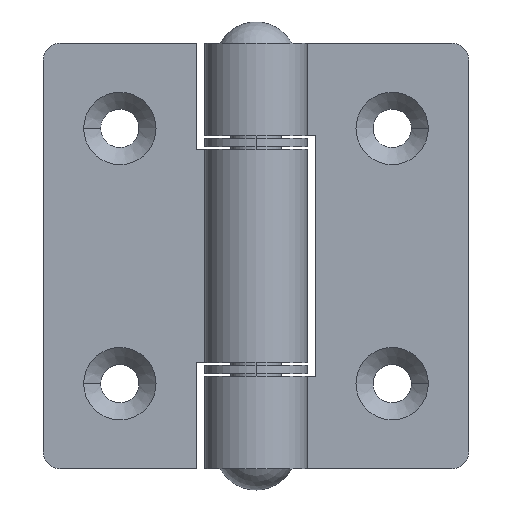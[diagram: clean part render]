
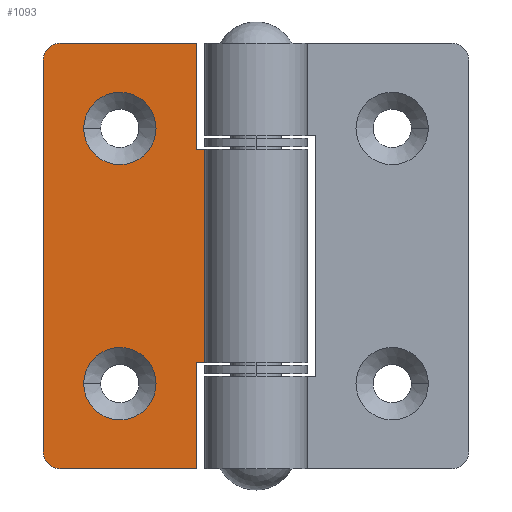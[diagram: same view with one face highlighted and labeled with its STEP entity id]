
A CAD part, top view. The second image highlights one B-rep face of the part: STEP entity #1093.
In plain terms, the highlighted planar face has unit normal (0, 0, 1).
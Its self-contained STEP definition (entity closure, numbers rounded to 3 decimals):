
#441 = VERTEX_POINT ( 'NONE', #1171 ) ;
#603 = VERTEX_POINT ( 'NONE', #1153 ) ;
#607 = EDGE_CURVE ( 'NONE', #603, #610, #1152, .T. ) ;
#610 = VERTEX_POINT ( 'NONE', #1147 ) ;
#622 = ORIENTED_EDGE ( 'NONE', *, *, #623, .F. ) ;
#623 = EDGE_CURVE ( 'NONE', #610, #603, #1136, .T. ) ;
#625 = ORIENTED_EDGE ( 'NONE', *, *, #607, .F. ) ;
#627 = EDGE_LOOP ( 'NONE', ( #628, #630, #631, #633, #634, #639, #938, #939, #1023, #1026 ) ) ;
#628 = ORIENTED_EDGE ( 'NONE', *, *, #629, .F. ) ;
#629 = EDGE_CURVE ( 'NONE', #1077, #669, #1131, .T. ) ;
#630 = ORIENTED_EDGE ( 'NONE', *, *, #1091, .T. ) ;
#631 = ORIENTED_EDGE ( 'NONE', *, *, #632, .F. ) ;
#632 = EDGE_CURVE ( 'NONE', #1022, #1087, #1125, .T. ) ;
#633 = ORIENTED_EDGE ( 'NONE', *, *, #1081, .T. ) ;
#634 = ORIENTED_EDGE ( 'NONE', *, *, #636, .F. ) ;
#636 = EDGE_CURVE ( 'NONE', #637, #441, #1587, .T. ) ;
#637 = VERTEX_POINT ( 'NONE', #1562 ) ;
#639 = ORIENTED_EDGE ( 'NONE', *, *, #937, .F. ) ;
#669 = VERTEX_POINT ( 'NONE', #1459 ) ;
#672 = EDGE_CURVE ( 'NONE', #669, #673, #1458, .T. ) ;
#673 = VERTEX_POINT ( 'NONE', #1454 ) ;
#809 = VERTEX_POINT ( 'NONE', #1487 ) ;
#811 = EDGE_CURVE ( 'NONE', #809, #812, #1486, .T. ) ;
#812 = VERTEX_POINT ( 'NONE', #1481 ) ;
#924 = EDGE_CURVE ( 'NONE', #1019, #925, #1637, .T. ) ;
#925 = VERTEX_POINT ( 'NONE', #1633 ) ;
#937 = EDGE_CURVE ( 'NONE', #925, #637, #1626, .T. ) ;
#938 = ORIENTED_EDGE ( 'NONE', *, *, #924, .F. ) ;
#939 = ORIENTED_EDGE ( 'NONE', *, *, #940, .F. ) ;
#940 = EDGE_CURVE ( 'NONE', #941, #1019, #1749, .T. ) ;
#941 = VERTEX_POINT ( 'NONE', #1745 ) ;
#958 = EDGE_CURVE ( 'NONE', #812, #809, #1724, .T. ) ;
#961 = ORIENTED_EDGE ( 'NONE', *, *, #811, .F. ) ;
#965 = EDGE_LOOP ( 'NONE', ( #622, #625 ) ) ;
#1019 = VERTEX_POINT ( 'NONE', #1703 ) ;
#1022 = VERTEX_POINT ( 'NONE', #1701 ) ;
#1023 = ORIENTED_EDGE ( 'NONE', *, *, #1024, .F. ) ;
#1024 = EDGE_CURVE ( 'NONE', #673, #941, #1700, .T. ) ;
#1026 = ORIENTED_EDGE ( 'NONE', *, *, #672, .F. ) ;
#1077 = VERTEX_POINT ( 'NONE', #1664 ) ;
#1081 = EDGE_CURVE ( 'NONE', #1022, #441, #1663, .T. ) ;
#1087 = VERTEX_POINT ( 'NONE', #1654 ) ;
#1091 = EDGE_CURVE ( 'NONE', #1077, #1087, #1655, .T. ) ;
#1093 = ADVANCED_FACE ( 'NONE', ( #1620, #1619, #1618 ), #1617, .F. ) ;
#1097 = EDGE_LOOP ( 'NONE', ( #1098, #961 ) ) ;
#1098 = ORIENTED_EDGE ( 'NONE', *, *, #958, .F. ) ;
#1121 = DIRECTION ( 'NONE',  ( -1., 0., 0. ) ) ;
#1122 = DIRECTION ( 'NONE',  ( 0., 0., -1. ) ) ;
#1123 = CARTESIAN_POINT ( 'NONE',  ( -23., -23., -3. ) ) ;
#1124 = AXIS2_PLACEMENT_3D ( 'NONE', #1123, #1122, #1121 ) ;
#1125 = CIRCLE ( 'NONE', #1124, 2. ) ;
#1127 = DIRECTION ( 'NONE',  ( -1., 0., 0. ) ) ;
#1128 = DIRECTION ( 'NONE',  ( 0., 0., -1. ) ) ;
#1129 = CARTESIAN_POINT ( 'NONE',  ( -23., 23., -3. ) ) ;
#1130 = AXIS2_PLACEMENT_3D ( 'NONE', #1129, #1128, #1127 ) ;
#1131 = CIRCLE ( 'NONE', #1130, 2. ) ;
#1132 = DIRECTION ( 'NONE',  ( 1., 0., 0. ) ) ;
#1133 = DIRECTION ( 'NONE',  ( 0., 0., 1. ) ) ;
#1134 = CARTESIAN_POINT ( 'NONE',  ( -16., -15., -3. ) ) ;
#1135 = AXIS2_PLACEMENT_3D ( 'NONE', #1134, #1133, #1132 ) ;
#1136 = CIRCLE ( 'NONE', #1135, 4.25 ) ;
#1147 = CARTESIAN_POINT ( 'NONE',  ( -11.75, -15., -3. ) ) ;
#1148 = DIRECTION ( 'NONE',  ( 1., 0., 0. ) ) ;
#1149 = DIRECTION ( 'NONE',  ( 0., 0., 1. ) ) ;
#1150 = CARTESIAN_POINT ( 'NONE',  ( -16., -15., -3. ) ) ;
#1151 = AXIS2_PLACEMENT_3D ( 'NONE', #1150, #1149, #1148 ) ;
#1152 = CIRCLE ( 'NONE', #1151, 4.25 ) ;
#1153 = CARTESIAN_POINT ( 'NONE',  ( -20.25, -15., -3. ) ) ;
#1171 = CARTESIAN_POINT ( 'NONE',  ( -7., -25., -3. ) ) ;
#1454 = CARTESIAN_POINT ( 'NONE',  ( -7., 25., -3. ) ) ;
#1455 = DIRECTION ( 'NONE',  ( 1., 0., 0. ) ) ;
#1456 = VECTOR ( 'NONE', #1455, 1000. ) ;
#1457 = CARTESIAN_POINT ( 'NONE',  ( -25., 25., -3. ) ) ;
#1458 = LINE ( 'NONE', #1457, #1456 ) ;
#1459 = CARTESIAN_POINT ( 'NONE',  ( -23., 25., -3. ) ) ;
#1481 = CARTESIAN_POINT ( 'NONE',  ( -11.75, 15., -3. ) ) ;
#1482 = DIRECTION ( 'NONE',  ( 1., 0., 0. ) ) ;
#1483 = DIRECTION ( 'NONE',  ( 0., 0., 1. ) ) ;
#1484 = CARTESIAN_POINT ( 'NONE',  ( -16., 15., -3. ) ) ;
#1485 = AXIS2_PLACEMENT_3D ( 'NONE', #1484, #1483, #1482 ) ;
#1486 = CIRCLE ( 'NONE', #1485, 4.25 ) ;
#1487 = CARTESIAN_POINT ( 'NONE',  ( -20.25, 15., -3. ) ) ;
#1562 = CARTESIAN_POINT ( 'NONE',  ( -7., -12.55, -3. ) ) ;
#1584 = DIRECTION ( 'NONE',  ( 0., -1., 0. ) ) ;
#1585 = VECTOR ( 'NONE', #1584, 1000. ) ;
#1586 = CARTESIAN_POINT ( 'NONE',  ( -7., 25., -3. ) ) ;
#1587 = LINE ( 'NONE', #1586, #1585 ) ;
#1613 = DIRECTION ( 'NONE',  ( -1., 0., 0. ) ) ;
#1614 = DIRECTION ( 'NONE',  ( 0., 0., -1. ) ) ;
#1615 = CARTESIAN_POINT ( 'NONE',  ( -25., 25., -3. ) ) ;
#1616 = AXIS2_PLACEMENT_3D ( 'NONE', #1615, #1614, #1613 ) ;
#1617 = PLANE ( 'NONE',  #1616 ) ;
#1618 = FACE_OUTER_BOUND ( 'NONE', #627, .T. ) ;
#1619 = FACE_BOUND ( 'NONE', #965, .T. ) ;
#1620 = FACE_BOUND ( 'NONE', #1097, .T. ) ;
#1621 = DIRECTION ( 'NONE',  ( 0., -1., 0. ) ) ;
#1622 = VECTOR ( 'NONE', #1621, 1000. ) ;
#1623 = DIRECTION ( 'NONE',  ( -1., 0., 0. ) ) ;
#1624 = VECTOR ( 'NONE', #1623, 1000. ) ;
#1625 = CARTESIAN_POINT ( 'NONE',  ( -25., -12.55, -3. ) ) ;
#1626 = LINE ( 'NONE', #1625, #1624 ) ;
#1633 = CARTESIAN_POINT ( 'NONE',  ( -5.196, -12.55, -3. ) ) ;
#1634 = DIRECTION ( 'NONE',  ( 0., -1., 0. ) ) ;
#1635 = VECTOR ( 'NONE', #1634, 1000. ) ;
#1636 = CARTESIAN_POINT ( 'NONE',  ( -5.196, 25., -3. ) ) ;
#1637 = LINE ( 'NONE', #1636, #1635 ) ;
#1653 = CARTESIAN_POINT ( 'NONE',  ( -25., 25., -3. ) ) ;
#1654 = CARTESIAN_POINT ( 'NONE',  ( -25., -23., -3. ) ) ;
#1655 = LINE ( 'NONE', #1653, #1622 ) ;
#1660 = DIRECTION ( 'NONE',  ( 1., 0., 0. ) ) ;
#1661 = VECTOR ( 'NONE', #1660, 1000. ) ;
#1662 = CARTESIAN_POINT ( 'NONE',  ( -25., -25., -3. ) ) ;
#1663 = LINE ( 'NONE', #1662, #1661 ) ;
#1664 = CARTESIAN_POINT ( 'NONE',  ( -25., 23., -3. ) ) ;
#1697 = DIRECTION ( 'NONE',  ( 0., -1., 0. ) ) ;
#1698 = VECTOR ( 'NONE', #1697, 1000. ) ;
#1699 = CARTESIAN_POINT ( 'NONE',  ( -7., 25., -3. ) ) ;
#1700 = LINE ( 'NONE', #1699, #1698 ) ;
#1701 = CARTESIAN_POINT ( 'NONE',  ( -23., -25., -3. ) ) ;
#1703 = CARTESIAN_POINT ( 'NONE',  ( -5.196, 12.55, -3. ) ) ;
#1720 = DIRECTION ( 'NONE',  ( 1., 0., 0. ) ) ;
#1721 = DIRECTION ( 'NONE',  ( 0., 0., 1. ) ) ;
#1722 = CARTESIAN_POINT ( 'NONE',  ( -16., 15., -3. ) ) ;
#1723 = AXIS2_PLACEMENT_3D ( 'NONE', #1722, #1721, #1720 ) ;
#1724 = CIRCLE ( 'NONE', #1723, 4.25 ) ;
#1745 = CARTESIAN_POINT ( 'NONE',  ( -7., 12.55, -3. ) ) ;
#1746 = DIRECTION ( 'NONE',  ( 1., 0., 0. ) ) ;
#1747 = VECTOR ( 'NONE', #1746, 1000. ) ;
#1748 = CARTESIAN_POINT ( 'NONE',  ( -25., 12.55, -3. ) ) ;
#1749 = LINE ( 'NONE', #1748, #1747 ) ;
